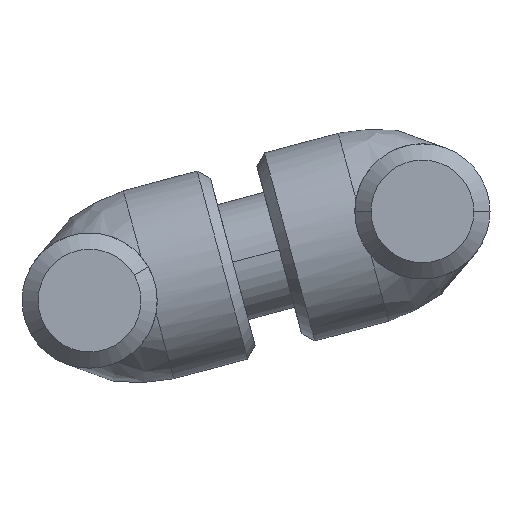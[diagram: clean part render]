
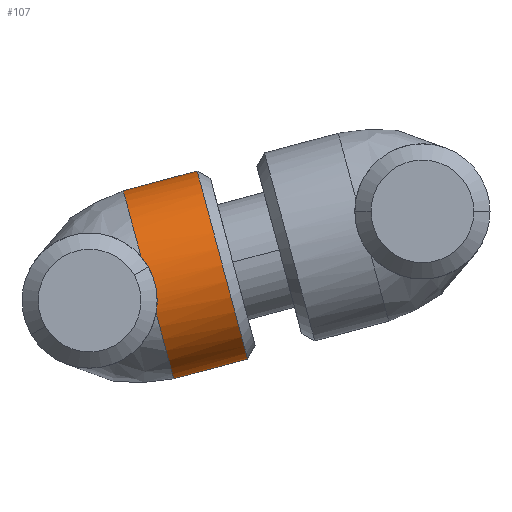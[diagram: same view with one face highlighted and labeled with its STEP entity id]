
A CAD part, front view. The second image highlights one B-rep face of the part: STEP entity #107.
In plain terms, the highlighted cylindrical face has radius 1.8 mm (diameter 3.6 mm), a partial arc.
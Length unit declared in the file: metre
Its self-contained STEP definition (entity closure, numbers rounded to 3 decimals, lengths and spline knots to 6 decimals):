
#107=ADVANCED_FACE('0:1477',(#190),#191,.T.);
#190=FACE_OUTER_BOUND('',#348,.T.);
#191=CYLINDRICAL_SURFACE('',#349,0.0018);
#348=EDGE_LOOP('',(#744,#745,#746,#747,#748,#749,#750));
#349=AXIS2_PLACEMENT_3D('',#751,#752,#753);
#744=ORIENTED_EDGE('',*,*,#1261,.F.);
#745=ORIENTED_EDGE('',*,*,#1262,.T.);
#746=ORIENTED_EDGE('',*,*,#1263,.T.);
#747=ORIENTED_EDGE('',*,*,#1264,.T.);
#748=ORIENTED_EDGE('',*,*,#1265,.T.);
#749=ORIENTED_EDGE('',*,*,#1266,.F.);
#750=ORIENTED_EDGE('',*,*,#1267,.T.);
#751=CARTESIAN_POINT('',(0.022807,0.001727,0.004464));
#752=DIRECTION('',(-0.966,0.,-0.259));
#753=DIRECTION('',(-0.259,0.,0.966));
#1261=EDGE_CURVE('',#1484,#1485,#1486,.T.);
#1262=EDGE_CURVE('0:1684',#1484,#1487,#1488,.T.);
#1263=EDGE_CURVE('0:1651',#1487,#1489,#1490,.T.);
#1264=EDGE_CURVE('0:1651',#1489,#1491,#1492,.T.);
#1265=EDGE_CURVE('0:1681',#1491,#1493,#1494,.T.);
#1266=EDGE_CURVE('',#1495,#1493,#1496,.T.);
#1267=EDGE_CURVE('0:1675',#1495,#1485,#1497,.T.);
#1484=VERTEX_POINT('',#1827);
#1485=VERTEX_POINT('',#1828);
#1486=LINE('',#1829,#1830);
#1487=VERTEX_POINT('',#1831);
#1488=CIRCLE('',#1832,0.0018);
#1489=VERTEX_POINT('',#1833);
#1490=B_SPLINE_CURVE_WITH_KNOTS('',3,(#1834,#1835,#1836,#1837,#1838,#1839,#1840),.UNSPECIFIED.,.F.,.F.,(4,3,4),(0.53693,0.594356,0.645728),.UNSPECIFIED.);
#1491=VERTEX_POINT('',#1841);
#1492=B_SPLINE_CURVE_WITH_KNOTS('',3,(#1842,#1843,#1844,#1845,#1846,#1847,#1848),.UNSPECIFIED.,.F.,.F.,(4,3,4),(0.53693,0.594356,0.645728),.UNSPECIFIED.);
#1493=VERTEX_POINT('',#1849);
#1494=CIRCLE('',#1850,0.0018);
#1495=VERTEX_POINT('',#1851);
#1496=LINE('',#1852,#1853);
#1497=CIRCLE('',#1854,0.0018);
#1827=CARTESIAN_POINT('',(0.021465,0.001727,0.005968));
#1828=CARTESIAN_POINT('',(0.022831,0.001727,0.006334));
#1829=CARTESIAN_POINT('',(0.022341,0.001727,0.006203));
#1830=VECTOR('',#2407,1.0);
#1831=CARTESIAN_POINT('',(0.021792,0.000009,0.004748));
#1832=AXIS2_PLACEMENT_3D('',#2408,#2409,#2410);
#1833=CARTESIAN_POINT('',(0.021924,-0.000043,0.004562));
#1834=CARTESIAN_POINT('',(0.021792,0.000009,0.004748));
#1835=CARTESIAN_POINT('',(0.021918,-0.000045,0.0046));
#1836=CARTESIAN_POINT('',(0.02201,-0.000076,0.004419));
#1837=CARTESIAN_POINT('',(0.022056,-0.000072,0.004231));
#1838=CARTESIAN_POINT('',(0.022097,-0.000069,0.004062));
#1839=CARTESIAN_POINT('',(0.022102,-0.00004,0.003881));
#1840=CARTESIAN_POINT('',(0.02207,0.000009,0.00371));
#1841=CARTESIAN_POINT('',(0.02207,0.000009,0.00371));
#1842=CARTESIAN_POINT('',(0.021792,0.000009,0.004748));
#1843=CARTESIAN_POINT('',(0.021918,-0.000045,0.0046));
#1844=CARTESIAN_POINT('',(0.02201,-0.000076,0.004419));
#1845=CARTESIAN_POINT('',(0.022056,-0.000072,0.004231));
#1846=CARTESIAN_POINT('',(0.022097,-0.000069,0.004062));
#1847=CARTESIAN_POINT('',(0.022102,-0.00004,0.003881));
#1848=CARTESIAN_POINT('',(0.02207,0.000009,0.00371));
#1849=CARTESIAN_POINT('',(0.022397,0.001727,0.002491));
#1850=AXIS2_PLACEMENT_3D('',#2411,#2412,#2413);
#1851=CARTESIAN_POINT('',(0.023763,0.001727,0.002857));
#1852=CARTESIAN_POINT('',(0.023273,0.001727,0.002725));
#1853=VECTOR('',#2414,1.0);
#1854=AXIS2_PLACEMENT_3D('',#2415,#2416,#2417);
#2407=DIRECTION('',(0.966,0.,0.259));
#2408=CARTESIAN_POINT('',(0.021931,0.001727,0.004229));
#2409=DIRECTION('',(0.966,0.,0.259));
#2410=DIRECTION('',(0.259,0.,-0.966));
#2411=CARTESIAN_POINT('',(0.021931,0.001727,0.004229));
#2412=DIRECTION('',(0.966,0.,0.259));
#2413=DIRECTION('',(0.259,0.,-0.966));
#2414=DIRECTION('',(-0.966,0.,-0.259));
#2415=CARTESIAN_POINT('',(0.023297,0.001727,0.004595));
#2416=DIRECTION('',(-0.966,0.,-0.259));
#2417=DIRECTION('',(0.259,0.,-0.966));
